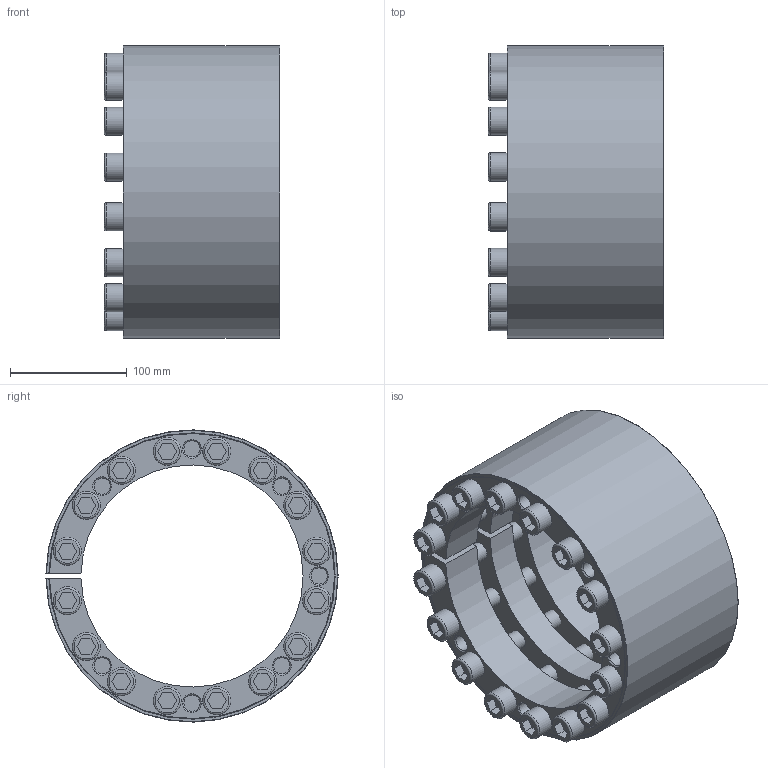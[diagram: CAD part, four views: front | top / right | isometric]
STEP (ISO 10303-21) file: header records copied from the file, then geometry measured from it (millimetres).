
FILE_DESCRIPTION(/* description */ ('STEP AP214'),/* implementation_level */ '2;1');
FILE_NAME(/* name */ 'KLEE190',/* time_stamp */ '2024-05-23T14:14:27+02:00',/* author */ ('License CC BY-ND 4.0'),/* organization */ ('CADENAS'),/* preprocessor_version */ 'ST-DEVELOPER v19.3',/* originating_system */ 'PARTsolutions',/* authorisation */ ' ');
FILE_SCHEMA (('AUTOMOTIVE_DESIGN {1 0 10303 214 3 1 1}'));
Length unit declared in the file: millimetre
Products named in the file (6): KLEE190; KLEE190_threaded_KLEE; KLEE190_outer; KLEE190_threaded_KLEE2; KLEE190_nothread; 252_KLEE
Assembly tree (20 placements, depth 2):
  KLEE190
    KLEE190_threaded_KLEE
    KLEE190_outer
    KLEE190_threaded_KLEE2
    KLEE190_nothread
    252_KLEE  x16
Bounding box: 150 x 249.97 x 249.99 mm (x, y, z)
Volume: 2428512.1 mm3; surface area: 614425 mm2
Topology: 19 solids, 19 shells, 397 faces, 855 edges, 529 vertices
Faces by surface type: plane 174, cylinder 91, cone 82, torus 50
Full cylindrical faces by diameter (mm): 13.835 x39, 16 x16, 16.8 x16, 24 x16
Entity records: 4147 total; most frequent: DIRECTION 734, CARTESIAN_POINT 650, ORIENTED_EDGE 474, EDGE_LOOP 362, FACE_BOUND 362, AXIS2_PLACEMENT_3D 346, EDGE_CURVE 237, VERTEX_POINT 213
